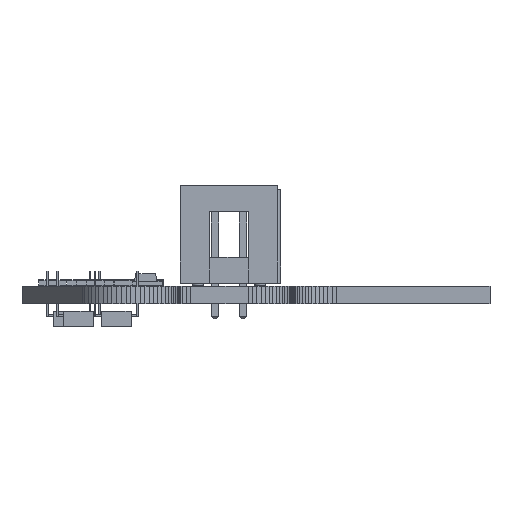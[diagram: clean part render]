
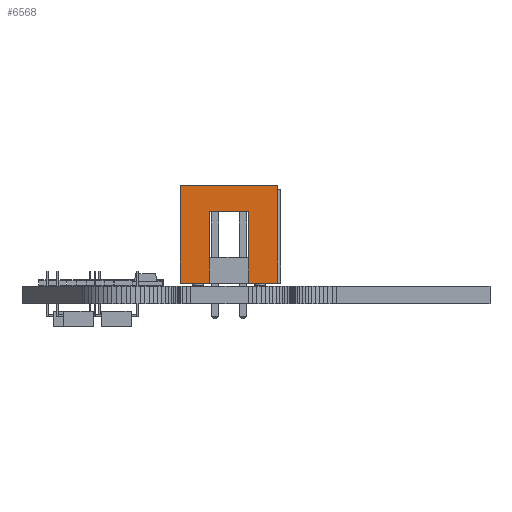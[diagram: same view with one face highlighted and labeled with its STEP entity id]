
A CAD part, left-side view. The second image highlights one B-rep face of the part: STEP entity #6568.
In plain terms, the highlighted face is planar.
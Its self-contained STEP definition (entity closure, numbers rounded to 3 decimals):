
#5712 = PLANE('',#5713);
#5713 = AXIS2_PLACEMENT_3D('',#5714,#5715,#5716);
#5714 = CARTESIAN_POINT('',(-3.155,-5.08,4.675));
#5715 = DIRECTION('',(-1.,-0.,0.));
#5716 = DIRECTION('',(0.,0.,-1.));
#5737 = VERTEX_POINT('',#5738);
#5738 = CARTESIAN_POINT('',(-3.155,-15.26,0.25));
#5752 = PLANE('',#5753);
#5753 = AXIS2_PLACEMENT_3D('',#5754,#5755,#5756);
#5754 = CARTESIAN_POINT('',(1.318,-5.08,0.25));
#5755 = DIRECTION('',(-0.,-0.,-1.));
#5756 = DIRECTION('',(-1.,0.,0.));
#5764 = EDGE_CURVE('',#5737,#5765,#5767,.T.);
#5765 = VERTEX_POINT('',#5766);
#5766 = CARTESIAN_POINT('',(-3.155,-15.26,9.1));
#5767 = SURFACE_CURVE('',#5768,(#5772,#5779),.PCURVE_S1.);
#5768 = LINE('',#5769,#5770);
#5769 = CARTESIAN_POINT('',(-3.155,-15.26,2.6));
#5770 = VECTOR('',#5771,1.);
#5771 = DIRECTION('',(0.,0.,1.));
#5772 = PCURVE('',#5712,#5773);
#5773 = DEFINITIONAL_REPRESENTATION('',(#5774),#5778);
#5774 = LINE('',#5775,#5776);
#5775 = CARTESIAN_POINT('',(2.075,10.18));
#5776 = VECTOR('',#5777,1.);
#5777 = DIRECTION('',(-1.,0.));
#5778 = ( GEOMETRIC_REPRESENTATION_CONTEXT(2) 
PARAMETRIC_REPRESENTATION_CONTEXT() REPRESENTATION_CONTEXT('2D SPACE',''
  ) );
#5779 = PCURVE('',#5780,#5785);
#5780 = PLANE('',#5781);
#5781 = AXIS2_PLACEMENT_3D('',#5782,#5783,#5784);
#5782 = CARTESIAN_POINT('',(1.27,-15.26,4.675));
#5783 = DIRECTION('',(-0.,-1.,0.));
#5784 = DIRECTION('',(0.,0.,-1.));
#5785 = DEFINITIONAL_REPRESENTATION('',(#5786),#5790);
#5786 = LINE('',#5787,#5788);
#5787 = CARTESIAN_POINT('',(2.075,-4.425));
#5788 = VECTOR('',#5789,1.);
#5789 = DIRECTION('',(-1.,0.));
#5790 = ( GEOMETRIC_REPRESENTATION_CONTEXT(2) 
PARAMETRIC_REPRESENTATION_CONTEXT() REPRESENTATION_CONTEXT('2D SPACE',''
  ) );
#5808 = PLANE('',#5809);
#5809 = AXIS2_PLACEMENT_3D('',#5810,#5811,#5812);
#5810 = CARTESIAN_POINT('',(1.27,-5.08,9.1));
#5811 = DIRECTION('',(0.,0.,1.));
#5812 = DIRECTION('',(1.,0.,-0.));
#5946 = PLANE('',#5947);
#5947 = AXIS2_PLACEMENT_3D('',#5948,#5949,#5950);
#5948 = CARTESIAN_POINT('',(5.695,-5.08,4.675));
#5949 = DIRECTION('',(1.,0.,0.));
#5950 = DIRECTION('',(0.,0.,1.));
#6112 = EDGE_CURVE('',#5765,#6113,#6115,.T.);
#6113 = VERTEX_POINT('',#6114);
#6114 = CARTESIAN_POINT('',(5.695,-15.26,9.1));
#6115 = SURFACE_CURVE('',#6116,(#6120,#6127),.PCURVE_S1.);
#6116 = LINE('',#6117,#6118);
#6117 = CARTESIAN_POINT('',(-3.155,-15.26,9.1));
#6118 = VECTOR('',#6119,1.);
#6119 = DIRECTION('',(1.,0.,0.));
#6120 = PCURVE('',#5808,#6121);
#6121 = DEFINITIONAL_REPRESENTATION('',(#6122),#6126);
#6122 = LINE('',#6123,#6124);
#6123 = CARTESIAN_POINT('',(-4.425,-10.18));
#6124 = VECTOR('',#6125,1.);
#6125 = DIRECTION('',(1.,0.));
#6126 = ( GEOMETRIC_REPRESENTATION_CONTEXT(2) 
PARAMETRIC_REPRESENTATION_CONTEXT() REPRESENTATION_CONTEXT('2D SPACE',''
  ) );
#6127 = PCURVE('',#5780,#6128);
#6128 = DEFINITIONAL_REPRESENTATION('',(#6129),#6133);
#6129 = LINE('',#6130,#6131);
#6130 = CARTESIAN_POINT('',(-4.425,-4.425));
#6131 = VECTOR('',#6132,1.);
#6132 = DIRECTION('',(0.,1.));
#6133 = ( GEOMETRIC_REPRESENTATION_CONTEXT(2) 
PARAMETRIC_REPRESENTATION_CONTEXT() REPRESENTATION_CONTEXT('2D SPACE',''
  ) );
#6568 = ADVANCED_FACE('',(#6569),#5780,.T.);
#6569 = FACE_BOUND('',#6570,.T.);
#6570 = EDGE_LOOP('',(#6571,#6572,#6595,#6623,#6651,#6679,#6702,#6723));
#6571 = ORIENTED_EDGE('',*,*,#5764,.F.);
#6572 = ORIENTED_EDGE('',*,*,#6573,.T.);
#6573 = EDGE_CURVE('',#5737,#6574,#6576,.T.);
#6574 = VERTEX_POINT('',#6575);
#6575 = CARTESIAN_POINT('',(-0.48,-15.26,0.25));
#6576 = SURFACE_CURVE('',#6577,(#6581,#6588),.PCURVE_S1.);
#6577 = LINE('',#6578,#6579);
#6578 = CARTESIAN_POINT('',(-3.155,-15.26,0.25));
#6579 = VECTOR('',#6580,1.);
#6580 = DIRECTION('',(1.,0.,0.));
#6581 = PCURVE('',#5780,#6582);
#6582 = DEFINITIONAL_REPRESENTATION('',(#6583),#6587);
#6583 = LINE('',#6584,#6585);
#6584 = CARTESIAN_POINT('',(4.425,-4.425));
#6585 = VECTOR('',#6586,1.);
#6586 = DIRECTION('',(0.,1.));
#6587 = ( GEOMETRIC_REPRESENTATION_CONTEXT(2) 
PARAMETRIC_REPRESENTATION_CONTEXT() REPRESENTATION_CONTEXT('2D SPACE',''
  ) );
#6588 = PCURVE('',#5752,#6589);
#6589 = DEFINITIONAL_REPRESENTATION('',(#6590),#6594);
#6590 = LINE('',#6591,#6592);
#6591 = CARTESIAN_POINT('',(4.473,-10.18));
#6592 = VECTOR('',#6593,1.);
#6593 = DIRECTION('',(-1.,0.));
#6594 = ( GEOMETRIC_REPRESENTATION_CONTEXT(2) 
PARAMETRIC_REPRESENTATION_CONTEXT() REPRESENTATION_CONTEXT('2D SPACE',''
  ) );
#6595 = ORIENTED_EDGE('',*,*,#6596,.T.);
#6596 = EDGE_CURVE('',#6574,#6597,#6599,.T.);
#6597 = VERTEX_POINT('',#6598);
#6598 = CARTESIAN_POINT('',(-0.48,-15.26,6.75));
#6599 = SURFACE_CURVE('',#6600,(#6604,#6611),.PCURVE_S1.);
#6600 = LINE('',#6601,#6602);
#6601 = CARTESIAN_POINT('',(-0.48,-15.26,2.463));
#6602 = VECTOR('',#6603,1.);
#6603 = DIRECTION('',(0.,0.,1.));
#6604 = PCURVE('',#5780,#6605);
#6605 = DEFINITIONAL_REPRESENTATION('',(#6606),#6610);
#6606 = LINE('',#6607,#6608);
#6607 = CARTESIAN_POINT('',(2.213,-1.75));
#6608 = VECTOR('',#6609,1.);
#6609 = DIRECTION('',(-1.,0.));
#6610 = ( GEOMETRIC_REPRESENTATION_CONTEXT(2) 
PARAMETRIC_REPRESENTATION_CONTEXT() REPRESENTATION_CONTEXT('2D SPACE',''
  ) );
#6611 = PCURVE('',#6612,#6617);
#6612 = PLANE('',#6613);
#6613 = AXIS2_PLACEMENT_3D('',#6614,#6615,#6616);
#6614 = CARTESIAN_POINT('',(-0.48,-14.01,0.25));
#6615 = DIRECTION('',(1.,0.,0.));
#6616 = DIRECTION('',(0.,-1.,0.));
#6617 = DEFINITIONAL_REPRESENTATION('',(#6618),#6622);
#6618 = LINE('',#6619,#6620);
#6619 = CARTESIAN_POINT('',(1.25,-2.213));
#6620 = VECTOR('',#6621,1.);
#6621 = DIRECTION('',(0.,-1.));
#6622 = ( GEOMETRIC_REPRESENTATION_CONTEXT(2) 
PARAMETRIC_REPRESENTATION_CONTEXT() REPRESENTATION_CONTEXT('2D SPACE',''
  ) );
#6623 = ORIENTED_EDGE('',*,*,#6624,.F.);
#6624 = EDGE_CURVE('',#6625,#6597,#6627,.T.);
#6625 = VERTEX_POINT('',#6626);
#6626 = CARTESIAN_POINT('',(3.02,-15.26,6.75));
#6627 = SURFACE_CURVE('',#6628,(#6632,#6639),.PCURVE_S1.);
#6628 = LINE('',#6629,#6630);
#6629 = CARTESIAN_POINT('',(1.27,-15.26,6.75));
#6630 = VECTOR('',#6631,1.);
#6631 = DIRECTION('',(-1.,0.,0.));
#6632 = PCURVE('',#5780,#6633);
#6633 = DEFINITIONAL_REPRESENTATION('',(#6634),#6638);
#6634 = LINE('',#6635,#6636);
#6635 = CARTESIAN_POINT('',(-2.075,0.));
#6636 = VECTOR('',#6637,1.);
#6637 = DIRECTION('',(0.,-1.));
#6638 = ( GEOMETRIC_REPRESENTATION_CONTEXT(2) 
PARAMETRIC_REPRESENTATION_CONTEXT() REPRESENTATION_CONTEXT('2D SPACE',''
  ) );
#6639 = PCURVE('',#6640,#6645);
#6640 = PLANE('',#6641);
#6641 = AXIS2_PLACEMENT_3D('',#6642,#6643,#6644);
#6642 = CARTESIAN_POINT('',(1.27,-15.26,6.75));
#6643 = DIRECTION('',(0.,0.,1.));
#6644 = DIRECTION('',(1.,0.,-0.));
#6645 = DEFINITIONAL_REPRESENTATION('',(#6646),#6650);
#6646 = LINE('',#6647,#6648);
#6647 = CARTESIAN_POINT('',(0.,0.));
#6648 = VECTOR('',#6649,1.);
#6649 = DIRECTION('',(-1.,0.));
#6650 = ( GEOMETRIC_REPRESENTATION_CONTEXT(2) 
PARAMETRIC_REPRESENTATION_CONTEXT() REPRESENTATION_CONTEXT('2D SPACE',''
  ) );
#6651 = ORIENTED_EDGE('',*,*,#6652,.T.);
#6652 = EDGE_CURVE('',#6625,#6653,#6655,.T.);
#6653 = VERTEX_POINT('',#6654);
#6654 = CARTESIAN_POINT('',(3.02,-15.26,0.25));
#6655 = SURFACE_CURVE('',#6656,(#6660,#6667),.PCURVE_S1.);
#6656 = LINE('',#6657,#6658);
#6657 = CARTESIAN_POINT('',(3.02,-15.26,2.463));
#6658 = VECTOR('',#6659,1.);
#6659 = DIRECTION('',(0.,0.,-1.));
#6660 = PCURVE('',#5780,#6661);
#6661 = DEFINITIONAL_REPRESENTATION('',(#6662),#6666);
#6662 = LINE('',#6663,#6664);
#6663 = CARTESIAN_POINT('',(2.213,1.75));
#6664 = VECTOR('',#6665,1.);
#6665 = DIRECTION('',(1.,0.));
#6666 = ( GEOMETRIC_REPRESENTATION_CONTEXT(2) 
PARAMETRIC_REPRESENTATION_CONTEXT() REPRESENTATION_CONTEXT('2D SPACE',''
  ) );
#6667 = PCURVE('',#6668,#6673);
#6668 = PLANE('',#6669);
#6669 = AXIS2_PLACEMENT_3D('',#6670,#6671,#6672);
#6670 = CARTESIAN_POINT('',(3.02,-16.51,0.25));
#6671 = DIRECTION('',(-1.,0.,0.));
#6672 = DIRECTION('',(0.,1.,0.));
#6673 = DEFINITIONAL_REPRESENTATION('',(#6674),#6678);
#6674 = LINE('',#6675,#6676);
#6675 = CARTESIAN_POINT('',(1.25,-2.213));
#6676 = VECTOR('',#6677,1.);
#6677 = DIRECTION('',(0.,1.));
#6678 = ( GEOMETRIC_REPRESENTATION_CONTEXT(2) 
PARAMETRIC_REPRESENTATION_CONTEXT() REPRESENTATION_CONTEXT('2D SPACE',''
  ) );
#6679 = ORIENTED_EDGE('',*,*,#6680,.T.);
#6680 = EDGE_CURVE('',#6653,#6681,#6683,.T.);
#6681 = VERTEX_POINT('',#6682);
#6682 = CARTESIAN_POINT('',(5.695,-15.26,0.25));
#6683 = SURFACE_CURVE('',#6684,(#6688,#6695),.PCURVE_S1.);
#6684 = LINE('',#6685,#6686);
#6685 = CARTESIAN_POINT('',(-3.155,-15.26,0.25));
#6686 = VECTOR('',#6687,1.);
#6687 = DIRECTION('',(1.,0.,0.));
#6688 = PCURVE('',#5780,#6689);
#6689 = DEFINITIONAL_REPRESENTATION('',(#6690),#6694);
#6690 = LINE('',#6691,#6692);
#6691 = CARTESIAN_POINT('',(4.425,-4.425));
#6692 = VECTOR('',#6693,1.);
#6693 = DIRECTION('',(0.,1.));
#6694 = ( GEOMETRIC_REPRESENTATION_CONTEXT(2) 
PARAMETRIC_REPRESENTATION_CONTEXT() REPRESENTATION_CONTEXT('2D SPACE',''
  ) );
#6695 = PCURVE('',#5752,#6696);
#6696 = DEFINITIONAL_REPRESENTATION('',(#6697),#6701);
#6697 = LINE('',#6698,#6699);
#6698 = CARTESIAN_POINT('',(4.473,-10.18));
#6699 = VECTOR('',#6700,1.);
#6700 = DIRECTION('',(-1.,0.));
#6701 = ( GEOMETRIC_REPRESENTATION_CONTEXT(2) 
PARAMETRIC_REPRESENTATION_CONTEXT() REPRESENTATION_CONTEXT('2D SPACE',''
  ) );
#6702 = ORIENTED_EDGE('',*,*,#6703,.T.);
#6703 = EDGE_CURVE('',#6681,#6113,#6704,.T.);
#6704 = SURFACE_CURVE('',#6705,(#6709,#6716),.PCURVE_S1.);
#6705 = LINE('',#6706,#6707);
#6706 = CARTESIAN_POINT('',(5.695,-15.26,0.25));
#6707 = VECTOR('',#6708,1.);
#6708 = DIRECTION('',(0.,0.,1.));
#6709 = PCURVE('',#5780,#6710);
#6710 = DEFINITIONAL_REPRESENTATION('',(#6711),#6715);
#6711 = LINE('',#6712,#6713);
#6712 = CARTESIAN_POINT('',(4.425,4.425));
#6713 = VECTOR('',#6714,1.);
#6714 = DIRECTION('',(-1.,0.));
#6715 = ( GEOMETRIC_REPRESENTATION_CONTEXT(2) 
PARAMETRIC_REPRESENTATION_CONTEXT() REPRESENTATION_CONTEXT('2D SPACE',''
  ) );
#6716 = PCURVE('',#5946,#6717);
#6717 = DEFINITIONAL_REPRESENTATION('',(#6718),#6722);
#6718 = LINE('',#6719,#6720);
#6719 = CARTESIAN_POINT('',(-4.425,10.18));
#6720 = VECTOR('',#6721,1.);
#6721 = DIRECTION('',(1.,0.));
#6722 = ( GEOMETRIC_REPRESENTATION_CONTEXT(2) 
PARAMETRIC_REPRESENTATION_CONTEXT() REPRESENTATION_CONTEXT('2D SPACE',''
  ) );
#6723 = ORIENTED_EDGE('',*,*,#6112,.F.);
